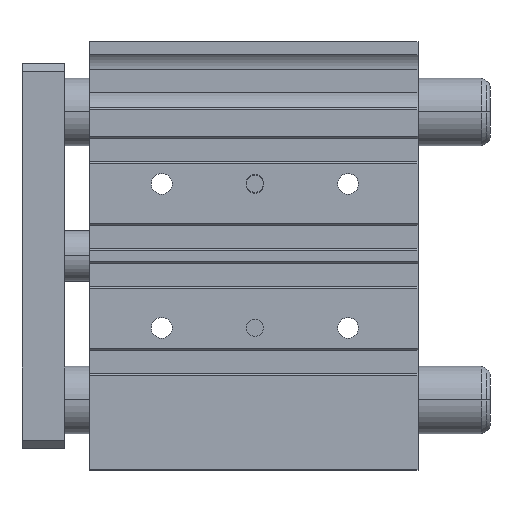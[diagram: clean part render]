
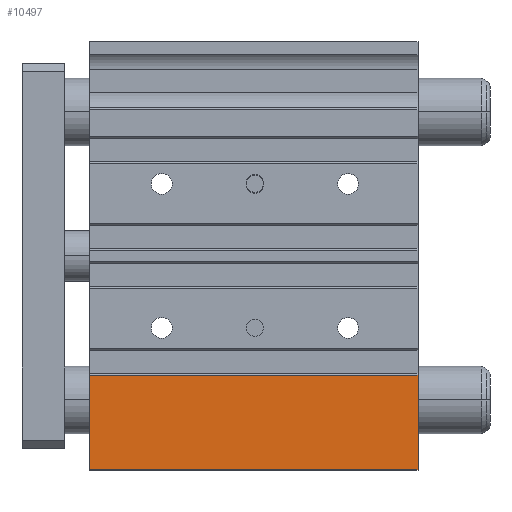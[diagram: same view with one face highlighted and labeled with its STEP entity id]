
A CAD part, top view. The second image highlights one B-rep face of the part: STEP entity #10497.
In plain terms, the highlighted planar face has unit normal (0, 0, 1).
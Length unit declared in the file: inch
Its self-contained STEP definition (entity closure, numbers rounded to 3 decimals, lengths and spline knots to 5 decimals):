
#455 = CARTESIAN_POINT ( 'NONE',  ( 3.05118, -1.98819, 0.82677 ) ) ;
#1203 = EDGE_CURVE ( 'NONE', #2725, #6795, #9280, .T. ) ;
#1204 = VERTEX_POINT ( 'NONE', #6581 ) ;
#1262 = DIRECTION ( 'NONE',  ( -1., 0., 0. ) ) ;
#1285 = DIRECTION ( 'NONE',  ( 0., 0., -1. ) ) ;
#1770 = EDGE_CURVE ( 'NONE', #8308, #1204, #1990, .T. ) ;
#1789 = CARTESIAN_POINT ( 'NONE',  ( 3.05118, -1.98819, 0.82677 ) ) ;
#1990 = LINE ( 'NONE', #3656, #6126 ) ;
#2179 = FACE_OUTER_BOUND ( 'NONE', #9359, .T. ) ;
#2725 = VERTEX_POINT ( 'NONE', #455 ) ;
#2928 = EDGE_CURVE ( 'NONE', #8308, #2725, #10924, .T. ) ;
#3656 = CARTESIAN_POINT ( 'NONE',  ( 3.05118, -1.11024, 0.82677 ) ) ;
#3878 = LINE ( 'NONE', #7544, #9486 ) ;
#4133 = CARTESIAN_POINT ( 'NONE',  ( 3.05118, -1.11024, 0.82677 ) ) ;
#4937 = DIRECTION ( 'NONE',  ( 0., -1., 0. ) ) ;
#6008 = ORIENTED_EDGE ( 'NONE', *, *, #9918, .T. ) ;
#6126 = VECTOR ( 'NONE', #1262, 39.37008 ) ;
#6371 = CARTESIAN_POINT ( 'NONE',  ( 3.05118, -1.11024, 0.82677 ) ) ;
#6438 = ORIENTED_EDGE ( 'NONE', *, *, #1203, .F. ) ;
#6462 = DIRECTION ( 'NONE',  ( -1., 0., 0. ) ) ;
#6581 = CARTESIAN_POINT ( 'NONE',  ( 0., -1.11024, 0.82677 ) ) ;
#6795 = VERTEX_POINT ( 'NONE', #11521 ) ;
#7070 = VECTOR ( 'NONE', #6462, 39.37008 ) ;
#7308 = DIRECTION ( 'NONE',  ( 0., -1., 0. ) ) ;
#7544 = CARTESIAN_POINT ( 'NONE',  ( 0., -1.11024, 0.82677 ) ) ;
#8308 = VERTEX_POINT ( 'NONE', #4133 ) ;
#8667 = PLANE ( 'NONE',  #8933 ) ;
#8933 = AXIS2_PLACEMENT_3D ( 'NONE', #11355, #1285, #4937 ) ;
#9249 = DIRECTION ( 'NONE',  ( 0., -1., 0. ) ) ;
#9280 = LINE ( 'NONE', #1789, #7070 ) ;
#9359 = EDGE_LOOP ( 'NONE', ( #6008, #6438, #9442, #11731 ) ) ;
#9442 = ORIENTED_EDGE ( 'NONE', *, *, #2928, .F. ) ;
#9486 = VECTOR ( 'NONE', #7308, 39.37008 ) ;
#9725 = VECTOR ( 'NONE', #9249, 39.37008 ) ;
#9918 = EDGE_CURVE ( 'NONE', #1204, #6795, #3878, .T. ) ;
#10497 = ADVANCED_FACE ( 'NONE', ( #2179 ), #8667, .F. ) ;
#10924 = LINE ( 'NONE', #6371, #9725 ) ;
#11355 = CARTESIAN_POINT ( 'NONE',  ( 3.05118, -1.11024, 0.82677 ) ) ;
#11521 = CARTESIAN_POINT ( 'NONE',  ( 0., -1.98819, 0.82677 ) ) ;
#11731 = ORIENTED_EDGE ( 'NONE', *, *, #1770, .T. ) ;
